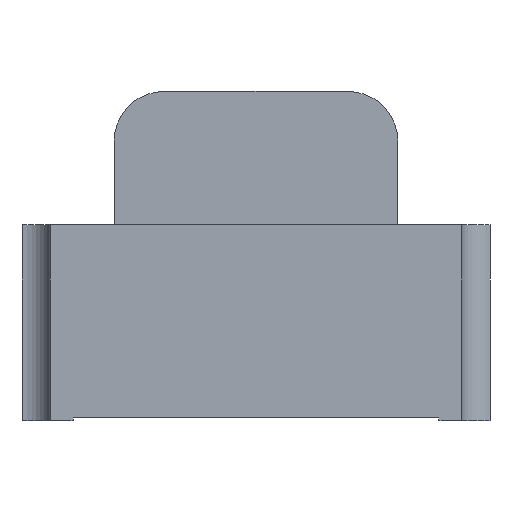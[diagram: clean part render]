
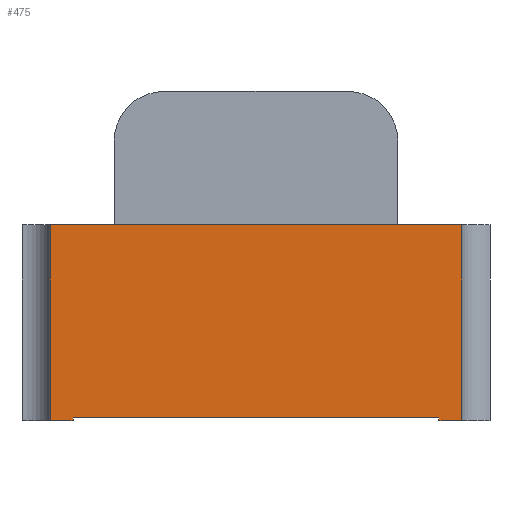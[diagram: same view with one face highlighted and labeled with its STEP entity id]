
A CAD part, front view. The second image highlights one B-rep face of the part: STEP entity #475.
In plain terms, the highlighted planar face has unit normal (0, -1, 0).
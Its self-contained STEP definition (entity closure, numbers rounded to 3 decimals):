
#49=FACE_OUTER_BOUND('',#76,.T.);
#76=EDGE_LOOP('',(#360,#361,#362,#363,#364,#365,#366,#367));
#95=LINE('',#686,#149);
#99=LINE('',#694,#153);
#103=LINE('',#705,#157);
#106=LINE('',#711,#160);
#107=LINE('',#714,#161);
#111=LINE('',#727,#165);
#116=LINE('',#742,#170);
#119=LINE('',#749,#173);
#149=VECTOR('',#551,10.);
#153=VECTOR('',#557,10.);
#157=VECTOR('',#567,10.);
#160=VECTOR('',#572,10.);
#161=VECTOR('',#575,10.);
#165=VECTOR('',#587,10.);
#170=VECTOR('',#602,10.);
#173=VECTOR('',#611,10.);
#202=VERTEX_POINT('',#682);
#204=VERTEX_POINT('',#685);
#207=VERTEX_POINT('',#693);
#211=VERTEX_POINT('',#703);
#213=VERTEX_POINT('',#709);
#214=VERTEX_POINT('',#713);
#219=VERTEX_POINT('',#725);
#224=VERTEX_POINT('',#741);
#247=EDGE_CURVE('',#202,#204,#95,.T.);
#251=EDGE_CURVE('',#204,#207,#99,.T.);
#257=EDGE_CURVE('',#202,#211,#103,.T.);
#260=EDGE_CURVE('',#211,#213,#106,.T.);
#261=EDGE_CURVE('',#214,#213,#107,.T.);
#268=EDGE_CURVE('',#214,#219,#111,.T.);
#275=EDGE_CURVE('',#224,#207,#116,.T.);
#279=EDGE_CURVE('',#219,#224,#119,.T.);
#360=ORIENTED_EDGE('',*,*,#268,.T.);
#361=ORIENTED_EDGE('',*,*,#279,.T.);
#362=ORIENTED_EDGE('',*,*,#275,.T.);
#363=ORIENTED_EDGE('',*,*,#251,.F.);
#364=ORIENTED_EDGE('',*,*,#247,.F.);
#365=ORIENTED_EDGE('',*,*,#257,.T.);
#366=ORIENTED_EDGE('',*,*,#260,.T.);
#367=ORIENTED_EDGE('',*,*,#261,.F.);
#450=PLANE('',#525);
#475=ADVANCED_FACE('',(#49),#450,.F.);
#525=AXIS2_PLACEMENT_3D('',#748,#609,#610);
#551=DIRECTION('',(0.,0.,-1.));
#557=DIRECTION('',(-1.,0.,0.));
#567=DIRECTION('',(1.,0.,0.));
#572=DIRECTION('',(0.,0.,-1.));
#575=DIRECTION('',(-1.,0.,0.));
#587=DIRECTION('',(0.,0.,1.));
#602=DIRECTION('',(0.,0.,-1.));
#609=DIRECTION('center_axis',(0.,1.,0.));
#610=DIRECTION('ref_axis',(1.,0.,0.));
#611=DIRECTION('',(-1.,0.,0.));
#682=CARTESIAN_POINT('',(-0.645,0.,-0.34));
#685=CARTESIAN_POINT('',(-0.645,0.,-0.35));
#686=CARTESIAN_POINT('',(-0.645,0.,-0.34));
#693=CARTESIAN_POINT('',(-0.725,0.,-0.35));
#694=CARTESIAN_POINT('',(-0.825,0.,-0.35));
#703=CARTESIAN_POINT('',(0.645,0.,-0.34));
#705=CARTESIAN_POINT('',(-0.825,0.,-0.34));
#709=CARTESIAN_POINT('',(0.645,0.,-0.35));
#711=CARTESIAN_POINT('',(0.645,0.,-0.34));
#713=CARTESIAN_POINT('',(0.725,0.,-0.35));
#714=CARTESIAN_POINT('',(0.825,0.,-0.35));
#725=CARTESIAN_POINT('',(0.725,0.,0.34));
#727=CARTESIAN_POINT('',(0.725,0.,-0.34));
#741=CARTESIAN_POINT('',(-0.725,0.,0.34));
#742=CARTESIAN_POINT('',(-0.725,0.,-0.34));
#748=CARTESIAN_POINT('Origin',(0.,0.,0.));
#749=CARTESIAN_POINT('',(0.825,0.,0.34));
